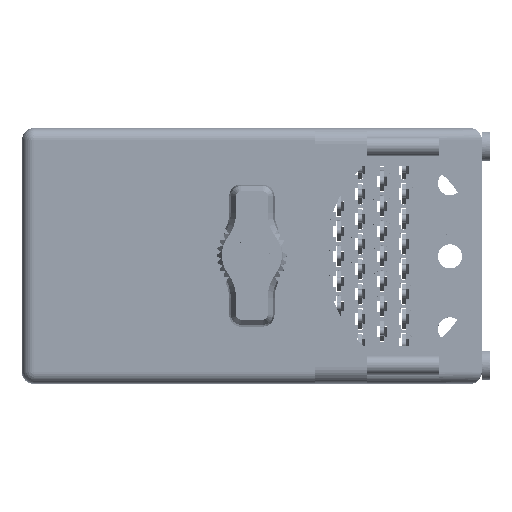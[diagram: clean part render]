
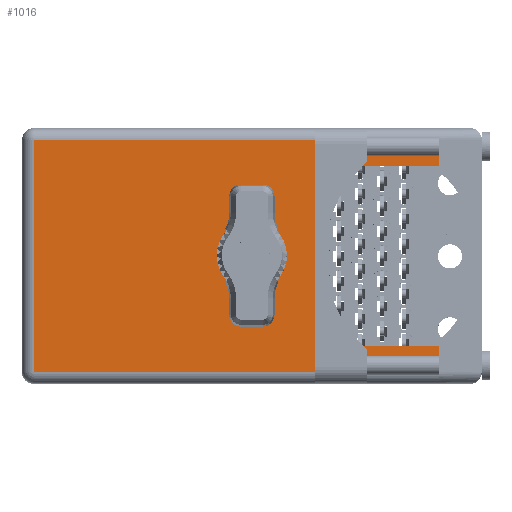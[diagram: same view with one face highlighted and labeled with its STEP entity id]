
A CAD part, top view. The second image highlights one B-rep face of the part: STEP entity #1016.
In plain terms, the highlighted face is planar.
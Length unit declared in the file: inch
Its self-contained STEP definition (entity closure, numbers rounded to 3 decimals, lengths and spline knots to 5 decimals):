
#301 = DIRECTION ( 'NONE',  ( 0., 0., 1. ) ) ;
#679 = EDGE_CURVE ( 'NONE', #107540, #23075, #19962, .T. ) ;
#1016 = ADVANCED_FACE ( 'NONE', ( #83250, #34570 ), #57929, .T. ) ;
#2804 = EDGE_CURVE ( 'NONE', #69634, #27481, #106735, .T. ) ;
#4290 = DIRECTION ( 'NONE',  ( 0., 0., 1. ) ) ;
#4942 = VERTEX_POINT ( 'NONE', #21066 ) ;
#7582 = ORIENTED_EDGE ( 'NONE', *, *, #88294, .F. ) ;
#8821 = CARTESIAN_POINT ( 'NONE',  ( 1.3775, 2.03, -0.765 ) ) ;
#10319 = ORIENTED_EDGE ( 'NONE', *, *, #77148, .F. ) ;
#15467 = DIRECTION ( 'NONE',  ( 0., 0., 1. ) ) ;
#15990 = DIRECTION ( 'NONE',  ( 0., 1., 0. ) ) ;
#19962 = CIRCLE ( 'NONE', #93415, 0.17 ) ;
#21066 = CARTESIAN_POINT ( 'NONE',  ( 2.499, 2.03, -0.07 ) ) ;
#22048 = CARTESIAN_POINT ( 'NONE',  ( 2.499, 2.03, -0.225 ) ) ;
#23075 = VERTEX_POINT ( 'NONE', #74509 ) ;
#23169 = VECTOR ( 'NONE', #30920, 39.37008 ) ;
#23759 = DIRECTION ( 'NONE',  ( 0., 0., 1. ) ) ;
#25635 = VERTEX_POINT ( 'NONE', #94639 ) ;
#26243 = CARTESIAN_POINT ( 'NONE',  ( 2.499, 2.03, -0.225 ) ) ;
#27335 = ORIENTED_EDGE ( 'NONE', *, *, #679, .F. ) ;
#27481 = VERTEX_POINT ( 'NONE', #93810 ) ;
#28862 = CARTESIAN_POINT ( 'NONE',  ( 1.3775, 2.03, -0.595 ) ) ;
#29717 = ORIENTED_EDGE ( 'NONE', *, *, #2804, .T. ) ;
#30920 = DIRECTION ( 'NONE',  ( -1., 0., 0. ) ) ;
#31177 = DIRECTION ( 'NONE',  ( 0., 0., -1. ) ) ;
#31303 = CARTESIAN_POINT ( 'NONE',  ( 2.499, 2.03, -1.46 ) ) ;
#32455 = CARTESIAN_POINT ( 'NONE',  ( 2.499, 2.03, -1.53 ) ) ;
#34570 = FACE_BOUND ( 'NONE', #88872, .T. ) ;
#37668 = ORIENTED_EDGE ( 'NONE', *, *, #47138, .T. ) ;
#37890 = ORIENTED_EDGE ( 'NONE', *, *, #100798, .F. ) ;
#42152 = DIRECTION ( 'NONE',  ( 1., 0., 0. ) ) ;
#42259 = ORIENTED_EDGE ( 'NONE', *, *, #101880, .T. ) ;
#47138 = EDGE_CURVE ( 'NONE', #27481, #102667, #75254, .T. ) ;
#48364 = DIRECTION ( 'NONE',  ( 0., 0., 1. ) ) ;
#49820 = CARTESIAN_POINT ( 'NONE',  ( 0., 2.03, -1.53 ) ) ;
#50015 = VECTOR ( 'NONE', #15467, 39.37008 ) ;
#51034 = CARTESIAN_POINT ( 'NONE',  ( 2.499, 2.03, -1.305 ) ) ;
#52079 = VERTEX_POINT ( 'NONE', #100892 ) ;
#52682 = AXIS2_PLACEMENT_3D ( 'NONE', #107803, #15990, #23759 ) ;
#53694 = LINE ( 'NONE', #73611, #81366 ) ;
#54579 = CARTESIAN_POINT ( 'NONE',  ( 0., 2.03, -1.46 ) ) ;
#57929 = PLANE ( 'NONE',  #91324 ) ;
#59923 = ORIENTED_EDGE ( 'NONE', *, *, #91358, .T. ) ;
#62486 = CARTESIAN_POINT ( 'NONE',  ( 2.499, 2.03, -0.07 ) ) ;
#62753 = VECTOR ( 'NONE', #4290, 39.37008 ) ;
#65108 = CARTESIAN_POINT ( 'NONE',  ( 1.785, 2.03, -1.305 ) ) ;
#66699 = CARTESIAN_POINT ( 'NONE',  ( 1.785, 2.03, -0.225 ) ) ;
#67361 = VECTOR ( 'NONE', #42152, 39.37008 ) ;
#68797 = EDGE_LOOP ( 'NONE', ( #77560, #59923, #7582, #42259, #29717, #37668, #10319, #77708 ) ) ;
#69634 = VERTEX_POINT ( 'NONE', #66699 ) ;
#69776 = VECTOR ( 'NONE', #105785, 39.37008 ) ;
#70918 = CIRCLE ( 'NONE', #52682, 0.17 ) ;
#71354 = VERTEX_POINT ( 'NONE', #31303 ) ;
#73611 = CARTESIAN_POINT ( 'NONE',  ( 2.499, 2.03, -1.53 ) ) ;
#73904 = EDGE_CURVE ( 'NONE', #52079, #25635, #81217, .T. ) ;
#73969 = DIRECTION ( 'NONE',  ( 0., 0., 1. ) ) ;
#74387 = LINE ( 'NONE', #62486, #100622 ) ;
#74509 = CARTESIAN_POINT ( 'NONE',  ( 1.3775, 2.03, -0.935 ) ) ;
#75254 = LINE ( 'NONE', #51034, #67361 ) ;
#76691 = DIRECTION ( 'NONE',  ( 0., 1., 0. ) ) ;
#77148 = EDGE_CURVE ( 'NONE', #71354, #102667, #53694, .T. ) ;
#77258 = LINE ( 'NONE', #22048, #23169 ) ;
#77560 = ORIENTED_EDGE ( 'NONE', *, *, #73904, .T. ) ;
#77708 = ORIENTED_EDGE ( 'NONE', *, *, #94931, .T. ) ;
#79401 = DIRECTION ( 'NONE',  ( 1., 0., 0. ) ) ;
#81217 = LINE ( 'NONE', #105014, #62753 ) ;
#81366 = VECTOR ( 'NONE', #73969, 39.37008 ) ;
#82400 = VERTEX_POINT ( 'NONE', #26243 ) ;
#83250 = FACE_OUTER_BOUND ( 'NONE', #68797, .T. ) ;
#88294 = EDGE_CURVE ( 'NONE', #82400, #4942, #90804, .T. ) ;
#88872 = EDGE_LOOP ( 'NONE', ( #27335, #37890 ) ) ;
#90804 = LINE ( 'NONE', #32455, #50015 ) ;
#91324 = AXIS2_PLACEMENT_3D ( 'NONE', #49820, #107656, #48364 ) ;
#91358 = EDGE_CURVE ( 'NONE', #25635, #4942, #74387, .T. ) ;
#92176 = LINE ( 'NONE', #54579, #69776 ) ;
#93415 = AXIS2_PLACEMENT_3D ( 'NONE', #8821, #76691, #301 ) ;
#93810 = CARTESIAN_POINT ( 'NONE',  ( 1.785, 2.03, -1.305 ) ) ;
#94639 = CARTESIAN_POINT ( 'NONE',  ( 0.07, 2.03, -0.07 ) ) ;
#94931 = EDGE_CURVE ( 'NONE', #71354, #52079, #92176, .T. ) ;
#97573 = VECTOR ( 'NONE', #31177, 39.37008 ) ;
#99616 = CARTESIAN_POINT ( 'NONE',  ( 2.499, 2.03, -1.305 ) ) ;
#100622 = VECTOR ( 'NONE', #79401, 39.37008 ) ;
#100798 = EDGE_CURVE ( 'NONE', #23075, #107540, #70918, .T. ) ;
#100892 = CARTESIAN_POINT ( 'NONE',  ( 0.07, 2.03, -1.46 ) ) ;
#101880 = EDGE_CURVE ( 'NONE', #82400, #69634, #77258, .T. ) ;
#102667 = VERTEX_POINT ( 'NONE', #99616 ) ;
#105014 = CARTESIAN_POINT ( 'NONE',  ( 0.07, 2.03, -1.53 ) ) ;
#105785 = DIRECTION ( 'NONE',  ( -1., 0., 0. ) ) ;
#106735 = LINE ( 'NONE', #65108, #97573 ) ;
#107540 = VERTEX_POINT ( 'NONE', #28862 ) ;
#107656 = DIRECTION ( 'NONE',  ( 0., 1., 0. ) ) ;
#107803 = CARTESIAN_POINT ( 'NONE',  ( 1.3775, 2.03, -0.765 ) ) ;
